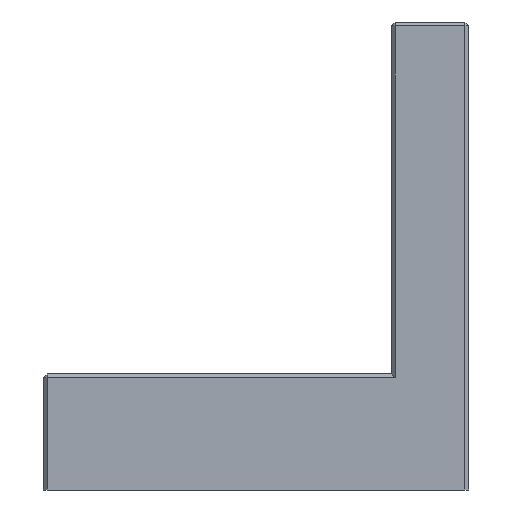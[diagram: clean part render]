
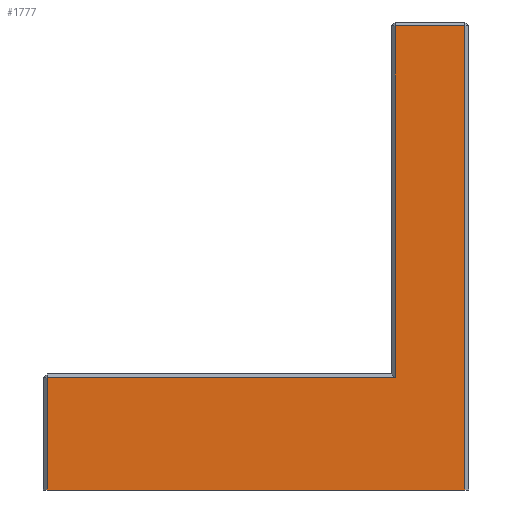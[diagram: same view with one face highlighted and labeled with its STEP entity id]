
A CAD part, front view. The second image highlights one B-rep face of the part: STEP entity #1777.
In plain terms, the highlighted planar face has unit normal (0, -1, 0).
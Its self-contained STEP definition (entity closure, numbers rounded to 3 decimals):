
#140=FACE_OUTER_BOUND('',#250,.T.);
#250=EDGE_LOOP('',(#1568,#1569,#1570,#1571,#1572,#1573));
#378=LINE('',#2610,#609);
#381=LINE('',#2615,#612);
#402=LINE('',#2654,#633);
#404=LINE('',#2657,#635);
#409=LINE('',#2667,#640);
#484=LINE('',#2841,#715);
#609=VECTOR('',#2115,10.);
#612=VECTOR('',#2120,10.);
#633=VECTOR('',#2159,10.);
#635=VECTOR('',#2163,10.);
#640=VECTOR('',#2172,10.);
#715=VECTOR('',#2353,10.);
#786=VERTEX_POINT('',#2566);
#789=VERTEX_POINT('',#2577);
#799=VERTEX_POINT('',#2603);
#801=VERTEX_POINT('',#2608);
#802=VERTEX_POINT('',#2614);
#813=VERTEX_POINT('',#2663);
#986=EDGE_CURVE('',#801,#799,#378,.T.);
#989=EDGE_CURVE('',#799,#802,#381,.T.);
#1010=EDGE_CURVE('',#802,#789,#402,.T.);
#1012=EDGE_CURVE('',#789,#786,#404,.T.);
#1017=EDGE_CURVE('',#786,#813,#409,.T.);
#1101=EDGE_CURVE('',#801,#813,#484,.T.);
#1568=ORIENTED_EDGE('',*,*,#986,.F.);
#1569=ORIENTED_EDGE('',*,*,#1101,.T.);
#1570=ORIENTED_EDGE('',*,*,#1017,.F.);
#1571=ORIENTED_EDGE('',*,*,#1012,.F.);
#1572=ORIENTED_EDGE('',*,*,#1010,.F.);
#1573=ORIENTED_EDGE('',*,*,#989,.F.);
#1677=PLANE('',#1901);
#1777=ADVANCED_FACE('',(#140),#1677,.T.);
#1901=AXIS2_PLACEMENT_3D('',#2840,#2351,#2352);
#2115=DIRECTION('',(0.,0.,1.));
#2120=DIRECTION('',(1.,0.,0.));
#2159=DIRECTION('',(0.,0.,1.));
#2163=DIRECTION('',(1.,0.,0.));
#2172=DIRECTION('',(0.,0.,-1.));
#2351=DIRECTION('center_axis',(0.,-1.,0.));
#2352=DIRECTION('ref_axis',(1.,0.,0.));
#2353=DIRECTION('',(1.,0.,0.));
#2566=CARTESIAN_POINT('',(109.,0.,120.));
#2577=CARTESIAN_POINT('',(91.,0.,120.));
#2603=CARTESIAN_POINT('',(1.,0.,29.));
#2608=CARTESIAN_POINT('',(1.,0.,0.));
#2610=CARTESIAN_POINT('',(1.,0.,0.));
#2614=CARTESIAN_POINT('',(91.,0.,29.));
#2615=CARTESIAN_POINT('',(27.5,0.,29.));
#2654=CARTESIAN_POINT('',(91.,0.,15.));
#2657=CARTESIAN_POINT('',(48.625,0.,120.));
#2663=CARTESIAN_POINT('',(109.,0.,0.));
#2667=CARTESIAN_POINT('',(109.,0.,0.));
#2840=CARTESIAN_POINT('Origin',(0.,0.,0.));
#2841=CARTESIAN_POINT('',(0.,0.,0.));
